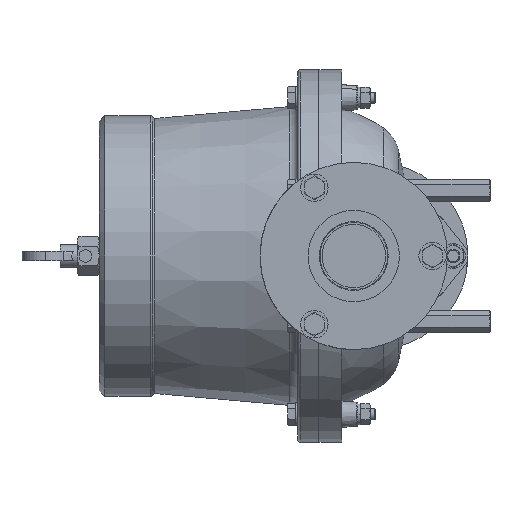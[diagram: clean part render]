
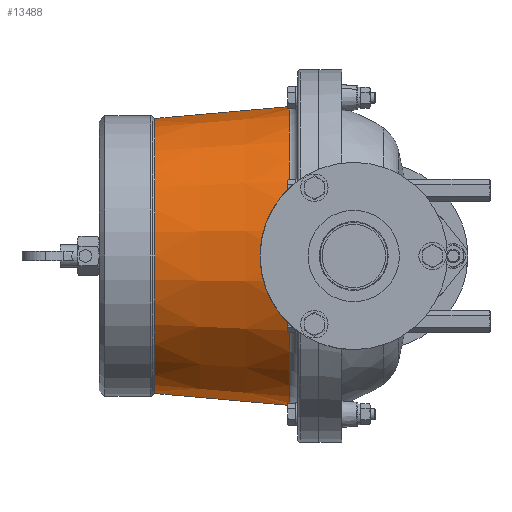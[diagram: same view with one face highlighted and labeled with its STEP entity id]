
A CAD part, left-side view. The second image highlights one B-rep face of the part: STEP entity #13488.
In plain terms, the highlighted conical face has half-angle 5.055 degrees and reference radius 131.457 mm.
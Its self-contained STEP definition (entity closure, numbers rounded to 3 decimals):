
#1958 = DIRECTION ( 'NONE',  ( 0., -0.996, -0.088 ) ) ;
#1959 = VECTOR ( 'NONE', #1958, 1000. ) ;
#1960 = CARTESIAN_POINT ( 'NONE',  ( 0., 0., -131.457 ) ) ;
#1961 = LINE ( 'NONE', #1960, #1959 ) ;
#1963 = CARTESIAN_POINT ( 'NONE',  ( 0., 7.295, -130.812 ) ) ;
#1969 = CARTESIAN_POINT ( 'NONE',  ( 0., 7.295, 130.812 ) ) ;
#1970 = DIRECTION ( 'NONE',  ( 0., -0.996, 0.088 ) ) ;
#1971 = VECTOR ( 'NONE', #1970, 1000. ) ;
#1972 = CARTESIAN_POINT ( 'NONE',  ( 0., 0., 131.457 ) ) ;
#1973 = LINE ( 'NONE', #1972, #1971 ) ;
#2014 = CARTESIAN_POINT ( 'NONE',  ( 0., 125.072, 120.394 ) ) ;
#2173 = DIRECTION ( 'NONE',  ( 0., -1., 0. ) ) ;
#2174 = CARTESIAN_POINT ( 'NONE',  ( 0., 125.072, 0. ) ) ;
#2175 = AXIS2_PLACEMENT_3D ( 'NONE', #2174, #2173, #2238 ) ;
#2176 = CIRCLE ( 'NONE', #2175, 120.394 ) ;
#2178 = CARTESIAN_POINT ( 'NONE',  ( 0., 125.072, -120.394 ) ) ;
#2238 = DIRECTION ( 'NONE',  ( 0., 0., 1. ) ) ;
#2456 = DIRECTION ( 'NONE',  ( 0., 0., 1. ) ) ;
#2457 = DIRECTION ( 'NONE',  ( 0., 1., 0. ) ) ;
#2458 = CARTESIAN_POINT ( 'NONE',  ( 0., 7.295, 0. ) ) ;
#2460 = AXIS2_PLACEMENT_3D ( 'NONE', #2458, #2457, #2456 ) ;
#2461 = CIRCLE ( 'NONE', #2460, 130.812 ) ;
#13464 = ORIENTED_EDGE ( 'NONE', *, *, #17506, .T. ) ;
#13465 = ORIENTED_EDGE ( 'NONE', *, *, #17741, .T. ) ;
#13488 = ADVANCED_FACE ( 'NONE', ( #28151 ), #28149, .T. ) ;
#13489 = EDGE_LOOP ( 'NONE', ( #13490, #13491, #13464, #13465 ) ) ;
#13490 = ORIENTED_EDGE ( 'NONE', *, *, #17500, .F. ) ;
#13491 = ORIENTED_EDGE ( 'NONE', *, *, #17624, .T. ) ;
#17500 = EDGE_CURVE ( 'NONE', #17540, #17501, #1973, .T. ) ;
#17501 = VERTEX_POINT ( 'NONE', #1969 ) ;
#17504 = VERTEX_POINT ( 'NONE', #1963 ) ;
#17506 = EDGE_CURVE ( 'NONE', #17622, #17504, #1961, .T. ) ;
#17540 = VERTEX_POINT ( 'NONE', #2014 ) ;
#17622 = VERTEX_POINT ( 'NONE', #2178 ) ;
#17624 = EDGE_CURVE ( 'NONE', #17540, #17622, #2176, .T. ) ;
#17741 = EDGE_CURVE ( 'NONE', #17504, #17501, #2461, .T. ) ;
#28149 = CONICAL_SURFACE ( 'NONE', #28150, 131.457, 0.088 ) ;
#28150 = AXIS2_PLACEMENT_3D ( 'NONE', #28213, #28212, #28211 ) ;
#28151 = FACE_OUTER_BOUND ( 'NONE', #13489, .T. ) ;
#28211 = DIRECTION ( 'NONE',  ( 0., 0., -1. ) ) ;
#28212 = DIRECTION ( 'NONE',  ( 0., -1., 0. ) ) ;
#28213 = CARTESIAN_POINT ( 'NONE',  ( 0., 0., 0. ) ) ;
